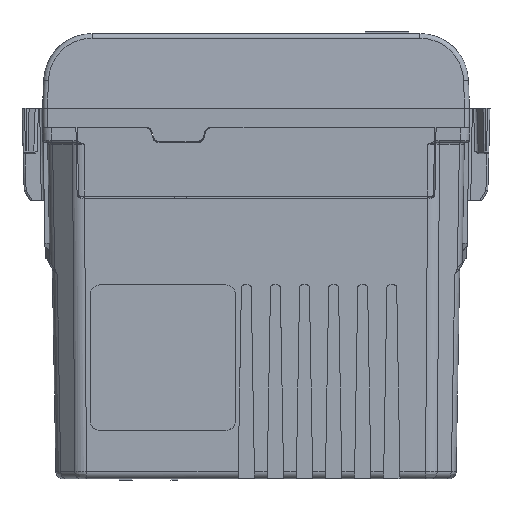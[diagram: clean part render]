
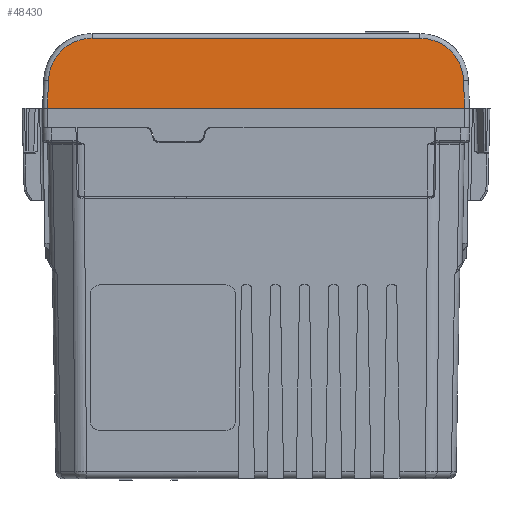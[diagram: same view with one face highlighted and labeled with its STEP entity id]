
A CAD part, left-side view. The second image highlights one B-rep face of the part: STEP entity #48430.
In plain terms, the highlighted planar face has unit normal (-0.999, 0, 0.035).
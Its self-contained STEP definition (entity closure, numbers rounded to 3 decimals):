
#48382=AXIS2_PLACEMENT_3D('Plane Axis2P3D',#48379,#48380,#48381) ;
#47626=CARTESIAN_POINT('Line Origine',(-10.748,0.,9.217)) ;
#47630=CARTESIAN_POINT('Vertex',(-10.748,-16.903,9.217)) ;
#47632=CARTESIAN_POINT('Vertex',(-10.748,16.903,9.217)) ;
#48192=CARTESIAN_POINT('Control Point',(-10.9,21.4,4.874)) ;
#48193=CARTESIAN_POINT('Control Point',(-10.883,21.383,5.361)) ;
#48194=CARTESIAN_POINT('Control Point',(-10.849,21.189,6.329)) ;
#48195=CARTESIAN_POINT('Control Point',(-10.809,20.529,7.477)) ;
#48196=CARTESIAN_POINT('Control Point',(-10.78,19.701,8.288)) ;
#48197=CARTESIAN_POINT('Control Point',(-10.762,18.848,8.816)) ;
#48198=CARTESIAN_POINT('Control Point',(-10.751,17.9,9.143)) ;
#48199=CARTESIAN_POINT('Control Point',(-10.748,17.235,9.217)) ;
#48200=CARTESIAN_POINT('Control Point',(-10.748,16.903,9.217)) ;
#48201=CARTESIAN_POINT('Vertex',(-10.9,21.4,4.874)) ;
#48379=CARTESIAN_POINT('Axis2P3D Location',(-11.,-11.,2.)) ;
#48385=CARTESIAN_POINT('Control Point',(-10.748,-16.903,9.217)) ;
#48386=CARTESIAN_POINT('Control Point',(-10.748,-17.318,9.217)) ;
#48387=CARTESIAN_POINT('Control Point',(-10.75,-17.732,9.169)) ;
#48388=CARTESIAN_POINT('Control Point',(-10.753,-18.14,9.074)) ;
#48389=CARTESIAN_POINT('Control Point',(-10.763,-18.926,8.79)) ;
#48390=CARTESIAN_POINT('Control Point',(-10.779,-19.627,8.335)) ;
#48391=CARTESIAN_POINT('Control Point',(-10.788,-19.949,8.069)) ;
#48392=CARTESIAN_POINT('Control Point',(-10.809,-20.527,7.464)) ;
#48393=CARTESIAN_POINT('Control Point',(-10.834,-20.953,6.744)) ;
#48394=CARTESIAN_POINT('Control Point',(-10.848,-21.123,6.36)) ;
#48395=CARTESIAN_POINT('Control Point',(-10.866,-21.288,5.83)) ;
#48396=CARTESIAN_POINT('Control Point',(-10.885,-21.37,5.283)) ;
#48397=CARTESIAN_POINT('Control Point',(-10.89,-21.385,5.147)) ;
#48398=CARTESIAN_POINT('Control Point',(-10.895,-21.395,5.011)) ;
#48399=CARTESIAN_POINT('Control Point',(-10.9,-21.4,4.874)) ;
#48400=CARTESIAN_POINT('Vertex',(-10.9,-21.4,4.874)) ;
#48403=CARTESIAN_POINT('Line Origine',(-10.95,21.45,3.437)) ;
#48407=CARTESIAN_POINT('Vertex',(-11.,21.5,2.)) ;
#48410=CARTESIAN_POINT('Line Origine',(-11.,0.,2.)) ;
#48414=CARTESIAN_POINT('Vertex',(-11.,-21.5,2.)) ;
#48417=CARTESIAN_POINT('Line Origine',(-10.95,-21.45,3.437)) ;
#47627=DIRECTION('Vector Direction',(0.,-1.,0.)) ;
#48380=DIRECTION('Axis2P3D Direction',(0.999,0.,-0.035)) ;
#48381=DIRECTION('Axis2P3D XDirection',(0.,-1.,0.)) ;
#48404=DIRECTION('Vector Direction',(0.035,-0.035,0.999)) ;
#48411=DIRECTION('Vector Direction',(0.,1.,0.)) ;
#48418=DIRECTION('Vector Direction',(-0.035,-0.035,-0.999)) ;
#47628=VECTOR('Line Direction',#47627,1.) ;
#48405=VECTOR('Line Direction',#48404,1.) ;
#48412=VECTOR('Line Direction',#48411,1.) ;
#48419=VECTOR('Line Direction',#48418,1.) ;
#48423=ORIENTED_EDGE('',*,*,#48402,.F.) ;
#48424=ORIENTED_EDGE('',*,*,#47634,.T.) ;
#48425=ORIENTED_EDGE('',*,*,#48203,.F.) ;
#48426=ORIENTED_EDGE('',*,*,#48409,.F.) ;
#48427=ORIENTED_EDGE('',*,*,#48416,.F.) ;
#48428=ORIENTED_EDGE('',*,*,#48421,.F.) ;
#48430=ADVANCED_FACE('PartBody',(#48429),#48383,.F.) ;
#48191=B_SPLINE_CURVE_WITH_KNOTS('',3,(#48192,#48193,#48194,#48195,#48196,#48197,#48198,#48199,#48200),.UNSPECIFIED.,.F.,.U.,(4,1,1,1,1,1,4),(8.68,10.242,11.803,12.868,13.933,14.998,16.062),.UNSPECIFIED.) ;
#48384=B_SPLINE_CURVE_WITH_KNOTS('',5,(#48385,#48386,#48387,#48388,#48389,#48390,#48391,#48392,#48393,#48394,#48395,#48396,#48397,#48398,#48399),.UNSPECIFIED.,.F.,.U.,(6,3,3,3,6),(0.,2.937,5.881,8.825,9.792),.UNSPECIFIED.) ;
#47634=EDGE_CURVE('',#47631,#47633,#47629,.F.) ;
#48203=EDGE_CURVE('',#48202,#47633,#48191,.T.) ;
#48402=EDGE_CURVE('',#47631,#48401,#48384,.T.) ;
#48409=EDGE_CURVE('',#48408,#48202,#48406,.T.) ;
#48416=EDGE_CURVE('',#48415,#48408,#48413,.T.) ;
#48421=EDGE_CURVE('',#48401,#48415,#48420,.T.) ;
#48422=EDGE_LOOP('',(#48423,#48424,#48425,#48426,#48427,#48428)) ;
#48429=FACE_OUTER_BOUND('',#48422,.T.) ;
#47629=LINE('Line',#47626,#47628) ;
#48406=LINE('Line',#48403,#48405) ;
#48413=LINE('Line',#48410,#48412) ;
#48420=LINE('Line',#48417,#48419) ;
#48383=PLANE('',#48382) ;
#47631=VERTEX_POINT('',#47630) ;
#47633=VERTEX_POINT('',#47632) ;
#48202=VERTEX_POINT('',#48201) ;
#48401=VERTEX_POINT('',#48400) ;
#48408=VERTEX_POINT('',#48407) ;
#48415=VERTEX_POINT('',#48414) ;
